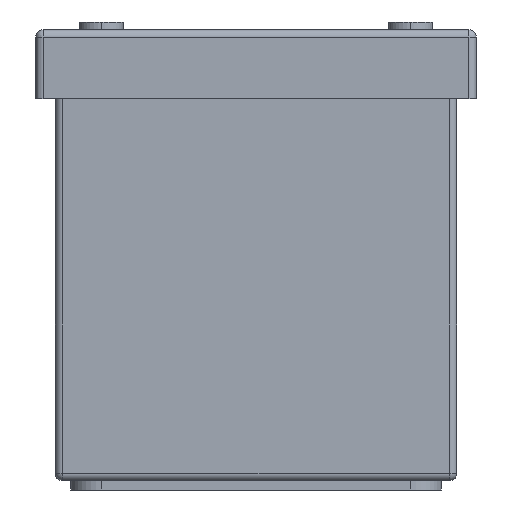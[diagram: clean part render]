
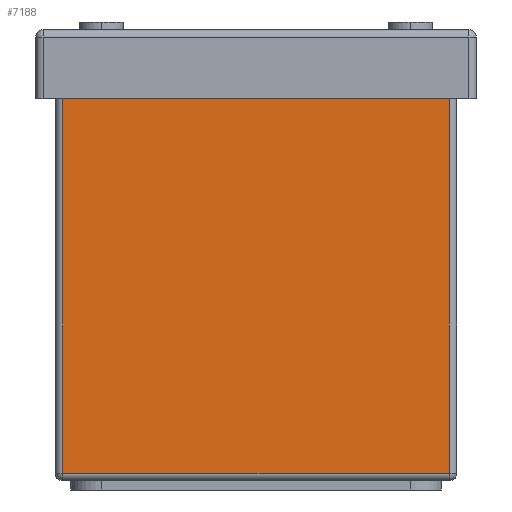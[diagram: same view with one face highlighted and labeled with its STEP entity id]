
A CAD part, left-side view. The second image highlights one B-rep face of the part: STEP entity #7188.
In plain terms, the highlighted planar face has unit normal (-1, 0, 0).
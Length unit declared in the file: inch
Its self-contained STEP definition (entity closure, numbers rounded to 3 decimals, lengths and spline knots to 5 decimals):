
#681 = CARTESIAN_POINT ( 'NONE',  ( -0.0002, 3.19, 3.44 ) ) ;
#990 = VERTEX_POINT ( 'NONE', #9840 ) ;
#1584 = AXIS2_PLACEMENT_3D ( 'NONE', #14620, #4337, #8875 ) ;
#1993 = VERTEX_POINT ( 'NONE', #7504 ) ;
#2977 = DIRECTION ( 'NONE',  ( 0., 1., 0. ) ) ;
#3604 = EDGE_LOOP ( 'NONE', ( #10950, #6557, #6117, #13387 ) ) ;
#3609 = DIRECTION ( 'NONE',  ( 0., 0., -1. ) ) ;
#4337 = DIRECTION ( 'NONE',  ( 1., 0., 0. ) ) ;
#5385 = EDGE_CURVE ( 'NONE', #10948, #7444, #13823, .T. ) ;
#5824 = VECTOR ( 'NONE', #2977, 39.37008 ) ;
#6117 = ORIENTED_EDGE ( 'NONE', *, *, #5385, .T. ) ;
#6137 = EDGE_CURVE ( 'NONE', #7444, #1993, #14669, .T. ) ;
#6352 = VECTOR ( 'NONE', #9843, 39.37008 ) ;
#6557 = ORIENTED_EDGE ( 'NONE', *, *, #7903, .T. ) ;
#6863 = PLANE ( 'NONE',  #1584 ) ;
#7188 = ADVANCED_FACE ( 'NONE', ( #12410 ), #6863, .F. ) ;
#7444 = VERTEX_POINT ( 'NONE', #11046 ) ;
#7504 = CARTESIAN_POINT ( 'NONE',  ( -0.0002, 0.06, 0.06 ) ) ;
#7903 = EDGE_CURVE ( 'NONE', #990, #10948, #9766, .T. ) ;
#8291 = CARTESIAN_POINT ( 'NONE',  ( -0.0002, 3.19, 3.5 ) ) ;
#8631 = CARTESIAN_POINT ( 'NONE',  ( -0.0002, 3.19, 0.06 ) ) ;
#8701 = DIRECTION ( 'NONE',  ( 0., -1., 0. ) ) ;
#8875 = DIRECTION ( 'NONE',  ( 0., 1., 0. ) ) ;
#9766 = LINE ( 'NONE', #681, #5824 ) ;
#9840 = CARTESIAN_POINT ( 'NONE',  ( -0.0002, 0.06, 3.44 ) ) ;
#9843 = DIRECTION ( 'NONE',  ( 0., 0., -1. ) ) ;
#10427 = EDGE_CURVE ( 'NONE', #990, #1993, #13188, .T. ) ;
#10948 = VERTEX_POINT ( 'NONE', #14528 ) ;
#10950 = ORIENTED_EDGE ( 'NONE', *, *, #10427, .F. ) ;
#11046 = CARTESIAN_POINT ( 'NONE',  ( -0.0002, 3.19, 0.06 ) ) ;
#11122 = VECTOR ( 'NONE', #3609, 39.37008 ) ;
#12398 = VECTOR ( 'NONE', #8701, 39.37008 ) ;
#12410 = FACE_OUTER_BOUND ( 'NONE', #3604, .T. ) ;
#13188 = LINE ( 'NONE', #14447, #6352 ) ;
#13387 = ORIENTED_EDGE ( 'NONE', *, *, #6137, .T. ) ;
#13823 = LINE ( 'NONE', #8291, #11122 ) ;
#14447 = CARTESIAN_POINT ( 'NONE',  ( -0.0002, 0.06, 3.5 ) ) ;
#14528 = CARTESIAN_POINT ( 'NONE',  ( -0.0002, 3.19, 3.44 ) ) ;
#14620 = CARTESIAN_POINT ( 'NONE',  ( -0.0002, 3.19, 3.5 ) ) ;
#14669 = LINE ( 'NONE', #8631, #12398 ) ;
